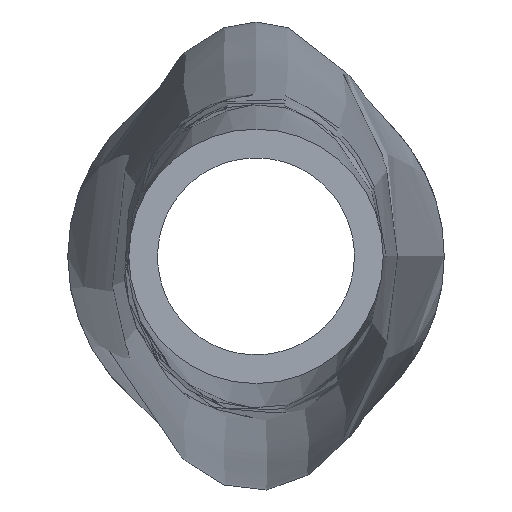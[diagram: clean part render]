
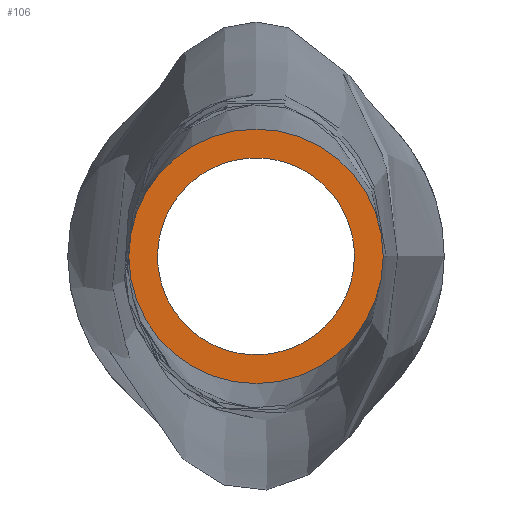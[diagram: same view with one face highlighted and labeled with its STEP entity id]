
A CAD part, left-side view. The second image highlights one B-rep face of the part: STEP entity #106.
In plain terms, the highlighted planar face has unit normal (-1, 0, 0).
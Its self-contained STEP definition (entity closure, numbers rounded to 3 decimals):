
#21=FACE_BOUND('',#33,.T.);
#23=PLANE('',#128);
#26=FACE_OUTER_BOUND('',#32,.T.);
#32=EDGE_LOOP('',(#81));
#33=EDGE_LOOP('',(#82));
#40=B_SPLINE_CURVE_WITH_KNOTS('',3,(#556,#557,#558,#559,#560,#561,#562,
#563,#564,#565,#566,#567,#568,#569,#570,#571,#572,#573),.UNSPECIFIED.,.T.,
 .F.,(4,1,1,1,1,1,1,1,1,1,1,1,1,1,1,4),(0.,0.071,0.143,
0.19,0.286,0.31,0.333,0.429,
0.476,0.571,0.667,0.714,
0.786,0.857,0.929,1.),.UNSPECIFIED.);
#45=CIRCLE('',#129,7.5);
#54=VERTEX_POINT('',#535);
#55=VERTEX_POINT('',#575);
#65=EDGE_CURVE('',#54,#54,#40,.T.);
#66=EDGE_CURVE('',#55,#55,#45,.T.);
#81=ORIENTED_EDGE('',*,*,#66,.F.);
#82=ORIENTED_EDGE('',*,*,#65,.T.);
#106=ADVANCED_FACE('',(#26,#21),#23,.F.);
#128=AXIS2_PLACEMENT_3D('',#574,#146,#147);
#129=AXIS2_PLACEMENT_3D('',#576,#148,#149);
#146=DIRECTION('center_axis',(1.,0.,0.));
#147=DIRECTION('ref_axis',(0.,0.,-1.));
#148=DIRECTION('center_axis',(1.,0.,0.));
#149=DIRECTION('ref_axis',(0.,1.,0.));
#535=CARTESIAN_POINT('',(-420.,-5.8,0.));
#556=CARTESIAN_POINT('Ctrl Pts',(-420.,-5.8,0.));
#557=CARTESIAN_POINT('Ctrl Pts',(-420.,-5.8,-0.868));
#558=CARTESIAN_POINT('Ctrl Pts',(-420.,-5.404,-2.603));
#559=CARTESIAN_POINT('Ctrl Pts',(-420.,-3.924,-4.455));
#560=CARTESIAN_POINT('Ctrl Pts',(-420.,-1.644,-5.775));
#561=CARTESIAN_POINT('Ctrl Pts',(-420.,0.464,-5.936));
#562=CARTESIAN_POINT('Ctrl Pts',(-420.,2.126,-5.419));
#563=CARTESIAN_POINT('Ctrl Pts',(-420.,3.697,-4.667));
#564=CARTESIAN_POINT('Ctrl Pts',(-420.,5.133,-3.116));
#565=CARTESIAN_POINT('Ctrl Pts',(-420.,5.996,-0.319));
#566=CARTESIAN_POINT('Ctrl Pts',(-420.,5.55,2.672));
#567=CARTESIAN_POINT('Ctrl Pts',(-420.,3.49,4.887));
#568=CARTESIAN_POINT('Ctrl Pts',(-420.,1.038,5.846));
#569=CARTESIAN_POINT('Ctrl Pts',(-420.,-1.334,5.848));
#570=CARTESIAN_POINT('Ctrl Pts',(-420.,-3.74,4.689));
#571=CARTESIAN_POINT('Ctrl Pts',(-420.,-5.404,2.602));
#572=CARTESIAN_POINT('Ctrl Pts',(-420.,-5.8,0.868));
#573=CARTESIAN_POINT('Ctrl Pts',(-420.,-5.8,0.));
#574=CARTESIAN_POINT('Origin',(-420.,0.,0.));
#575=CARTESIAN_POINT('',(-420.,-7.5,0.));
#576=CARTESIAN_POINT('Origin',(-420.,0.,0.));
